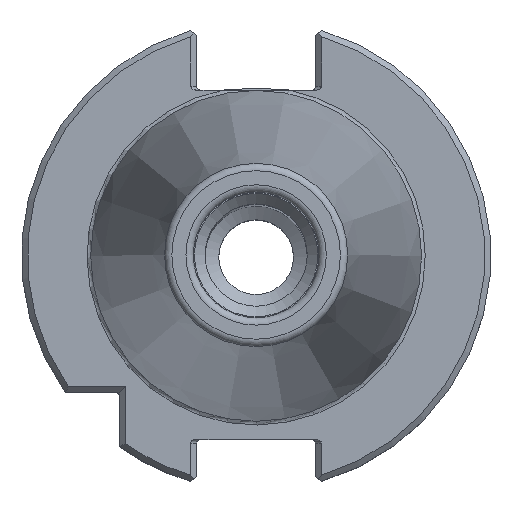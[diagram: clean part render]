
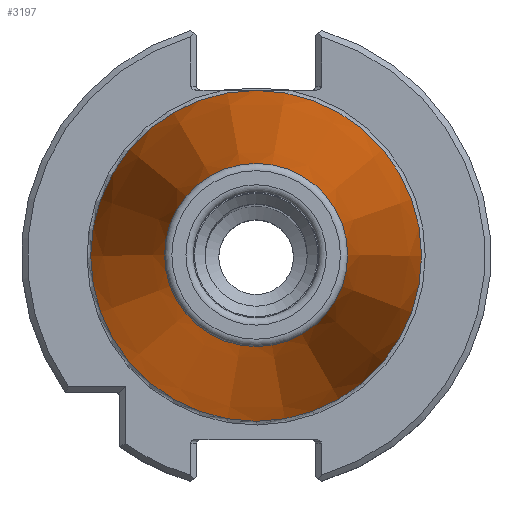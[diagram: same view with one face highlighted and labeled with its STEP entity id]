
A CAD part, top view. The second image highlights one B-rep face of the part: STEP entity #3197.
In plain terms, the highlighted conical face has half-angle 8.297 degrees and reference radius 22.395 mm.
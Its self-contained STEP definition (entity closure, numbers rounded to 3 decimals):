
#405=CONICAL_SURFACE('',#3407,22.395,0.145);
#557=ORIENTED_EDGE('',*,*,#1076,.F.);
#558=ORIENTED_EDGE('',*,*,#1106,.T.);
#1076=EDGE_CURVE('',#1384,#1384,#1601,.T.);
#1106=EDGE_CURVE('',#1406,#1406,#1611,.T.);
#1384=VERTEX_POINT('',#4363);
#1406=VERTEX_POINT('',#4506);
#1601=CIRCLE('',#3387,12.397);
#1611=CIRCLE('',#3408,22.395);
#1765=EDGE_LOOP('',(#557));
#1766=EDGE_LOOP('',(#558));
#1976=FACE_BOUND('',#1765,.T.);
#1977=FACE_BOUND('',#1766,.T.);
#3197=ADVANCED_FACE('',(#1976,#1977),#405,.T.);
#3387=AXIS2_PLACEMENT_3D('',#4362,#3759,#3760);
#3407=AXIS2_PLACEMENT_3D('',#4504,#3799,#3800);
#3408=AXIS2_PLACEMENT_3D('',#4505,#3801,#3802);
#3759=DIRECTION('',(0.,0.,1.));
#3760=DIRECTION('',(1.,0.,0.));
#3799=DIRECTION('',(0.,0.,-1.));
#3800=DIRECTION('',(-1.,0.,0.));
#3801=DIRECTION('',(0.,0.,1.));
#3802=DIRECTION('',(1.,0.,0.));
#4362=CARTESIAN_POINT('',(0.,0.,67.394));
#4363=CARTESIAN_POINT('',(12.397,0.,67.394));
#4504=CARTESIAN_POINT('',(0.,0.,-1.163));
#4505=CARTESIAN_POINT('',(0.,0.,-1.163));
#4506=CARTESIAN_POINT('',(22.395,0.,-1.163));
